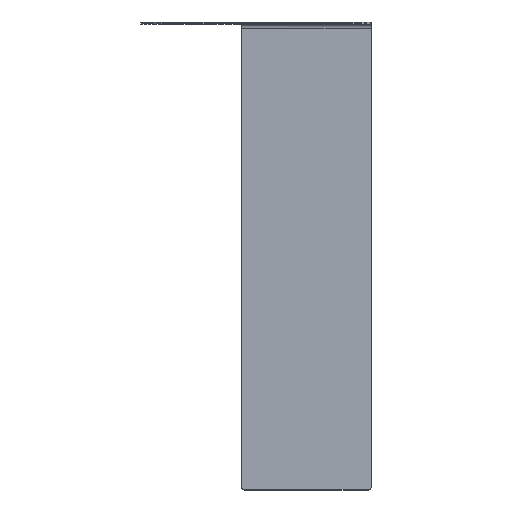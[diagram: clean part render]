
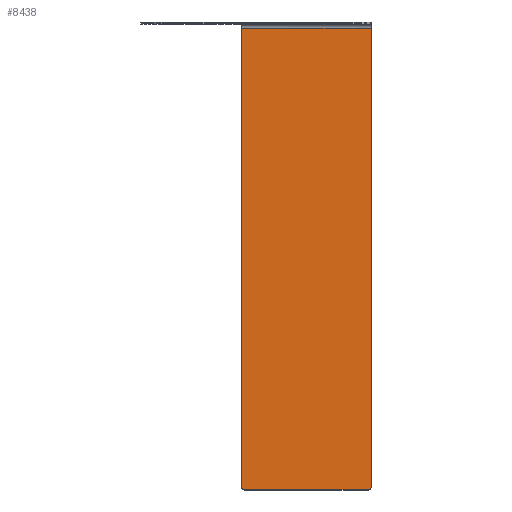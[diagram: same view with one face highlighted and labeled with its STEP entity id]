
A CAD part, top view. The second image highlights one B-rep face of the part: STEP entity #8438.
In plain terms, the highlighted planar face has unit normal (0, 0, 1).
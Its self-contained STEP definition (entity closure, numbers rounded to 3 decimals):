
#1901=DIRECTION('',(-1.,0.,0.));
#1902=VECTOR('',#1901,80.);
#1903=CARTESIAN_POINT('',(116.,-3.8,1.2));
#1904=LINE('',#1903,#1902);
#1952=CARTESIAN_POINT('',(38.,-286.,1.2));
#1953=DIRECTION('',(0.,0.,1.));
#1954=DIRECTION('',(-1.,0.,0.));
#1955=AXIS2_PLACEMENT_3D('',#1952,#1953,#1954);
#1957=DIRECTION('',(0.,1.,0.));
#1958=VECTOR('',#1957,282.2);
#1959=CARTESIAN_POINT('',(36.,-286.,1.2));
#1960=LINE('',#1959,#1958);
#1961=DIRECTION('',(0.,-1.,0.));
#1962=VECTOR('',#1961,282.2);
#1963=CARTESIAN_POINT('',(116.,-3.8,1.2));
#1964=LINE('',#1963,#1962);
#1965=CARTESIAN_POINT('',(114.,-286.,1.2));
#1966=DIRECTION('',(0.,0.,1.));
#1967=DIRECTION('',(0.,-1.,0.));
#1968=AXIS2_PLACEMENT_3D('',#1965,#1966,#1967);
#1970=DIRECTION('',(-1.,0.,0.));
#1971=VECTOR('',#1970,76.);
#1972=CARTESIAN_POINT('',(114.,-288.,1.2));
#1973=LINE('',#1972,#1971);
#5364=CARTESIAN_POINT('',(116.,-3.8,1.2));
#5365=CARTESIAN_POINT('',(36.,-3.8,1.2));
#5366=VERTEX_POINT('',#5364);
#5367=VERTEX_POINT('',#5365);
#5402=CARTESIAN_POINT('',(36.,-286.,1.2));
#5403=VERTEX_POINT('',#5402);
#5404=CARTESIAN_POINT('',(38.,-288.,1.2));
#5405=VERTEX_POINT('',#5404);
#5410=CARTESIAN_POINT('',(114.,-288.,1.2));
#5411=VERTEX_POINT('',#5410);
#5412=CARTESIAN_POINT('',(116.,-286.,1.2));
#5413=VERTEX_POINT('',#5412);
#8423=CARTESIAN_POINT('',(94.616,0.,1.2));
#8424=DIRECTION('',(0.,0.,1.));
#8425=DIRECTION('',(-1.,0.,0.));
#8426=AXIS2_PLACEMENT_3D('',#8423,#8424,#8425);
#8427=PLANE('',#8426);
#8428=ORIENTED_EDGE('',*,*,#8385,.F.);
#8429=ORIENTED_EDGE('',*,*,#8372,.T.);
#8430=ORIENTED_EDGE('',*,*,#8329,.F.);
#8432=ORIENTED_EDGE('',*,*,#8431,.T.);
#8434=ORIENTED_EDGE('',*,*,#8433,.F.);
#8435=ORIENTED_EDGE('',*,*,#8415,.T.);
#8436=EDGE_LOOP('',(#8428,#8429,#8430,#8432,#8434,#8435));
#8437=FACE_OUTER_BOUND('',#8436,.F.);
#8438=ADVANCED_FACE('',(#8437),#8427,.T.);
#1956=CIRCLE('',#1955,2.);
#1969=CIRCLE('',#1968,2.);
#8329=EDGE_CURVE('',#5366,#5367,#1904,.T.);
#8372=EDGE_CURVE('',#5403,#5367,#1960,.T.);
#8385=EDGE_CURVE('',#5403,#5405,#1956,.T.);
#8415=EDGE_CURVE('',#5411,#5405,#1973,.T.);
#8431=EDGE_CURVE('',#5366,#5413,#1964,.T.);
#8433=EDGE_CURVE('',#5411,#5413,#1969,.T.);
